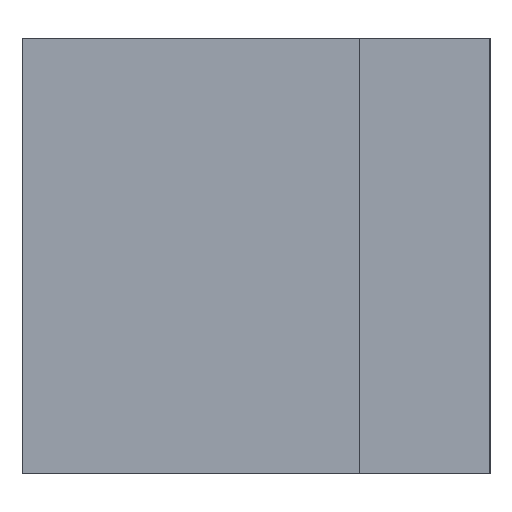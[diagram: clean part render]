
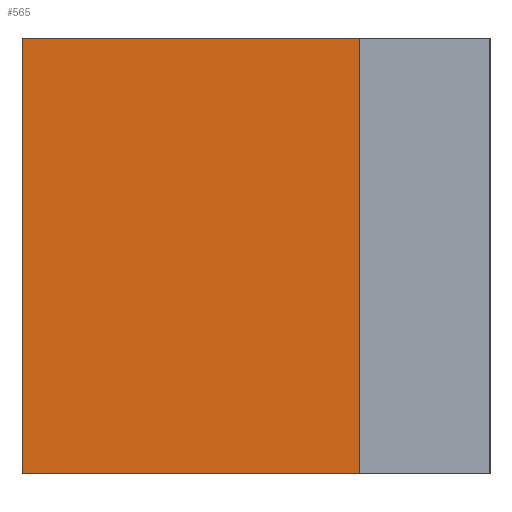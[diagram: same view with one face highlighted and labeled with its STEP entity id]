
A CAD part, left-side view. The second image highlights one B-rep face of the part: STEP entity #565.
In plain terms, the highlighted planar face has unit normal (-1, 0, 0).
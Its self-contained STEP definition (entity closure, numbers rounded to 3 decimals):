
#21 = DIRECTION ( 'NONE',  ( 0., 0., -1. ) ) ;
#45 = EDGE_LOOP ( 'NONE', ( #456, #218, #247, #606 ) ) ;
#71 = LINE ( 'NONE', #585, #236 ) ;
#109 = DIRECTION ( 'NONE',  ( 0., -1., 0. ) ) ;
#205 = EDGE_CURVE ( 'NONE', #627, #303, #71, .T. ) ;
#207 = LINE ( 'NONE', #557, #516 ) ;
#218 = ORIENTED_EDGE ( 'NONE', *, *, #313, .F. ) ;
#236 = VECTOR ( 'NONE', #21, 1000. ) ;
#239 = VERTEX_POINT ( 'NONE', #483 ) ;
#247 = ORIENTED_EDGE ( 'NONE', *, *, #278, .F. ) ;
#278 = EDGE_CURVE ( 'NONE', #627, #239, #357, .T. ) ;
#303 = VERTEX_POINT ( 'NONE', #433 ) ;
#311 = FACE_OUTER_BOUND ( 'NONE', #45, .T. ) ;
#313 = EDGE_CURVE ( 'NONE', #239, #526, #590, .T. ) ;
#314 = CARTESIAN_POINT ( 'NONE',  ( -14., 3., -5. ) ) ;
#315 = CARTESIAN_POINT ( 'NONE',  ( -14., 3., 5. ) ) ;
#357 = LINE ( 'NONE', #315, #611 ) ;
#432 = AXIS2_PLACEMENT_3D ( 'NONE', #502, #513, #604 ) ;
#433 = CARTESIAN_POINT ( 'NONE',  ( -14., 10.75, -5. ) ) ;
#456 = ORIENTED_EDGE ( 'NONE', *, *, #587, .T. ) ;
#461 = DIRECTION ( 'NONE',  ( 0., -1., 0. ) ) ;
#483 = CARTESIAN_POINT ( 'NONE',  ( -14., 3., 5. ) ) ;
#491 = VECTOR ( 'NONE', #551, 1000. ) ;
#502 = CARTESIAN_POINT ( 'NONE',  ( -14., 3., 5. ) ) ;
#513 = DIRECTION ( 'NONE',  ( 1., 0., 0. ) ) ;
#516 = VECTOR ( 'NONE', #109, 1000. ) ;
#526 = VERTEX_POINT ( 'NONE', #314 ) ;
#551 = DIRECTION ( 'NONE',  ( 0., 0., -1. ) ) ;
#553 = PLANE ( 'NONE',  #432 ) ;
#557 = CARTESIAN_POINT ( 'NONE',  ( -14., 3., -5. ) ) ;
#565 = ADVANCED_FACE ( 'NONE', ( #311 ), #553, .F. ) ;
#585 = CARTESIAN_POINT ( 'NONE',  ( -14., 10.75, 5. ) ) ;
#587 = EDGE_CURVE ( 'NONE', #303, #526, #207, .T. ) ;
#590 = LINE ( 'NONE', #595, #491 ) ;
#595 = CARTESIAN_POINT ( 'NONE',  ( -14., 3., 5. ) ) ;
#604 = DIRECTION ( 'NONE',  ( 0., 1., 0. ) ) ;
#606 = ORIENTED_EDGE ( 'NONE', *, *, #205, .T. ) ;
#610 = CARTESIAN_POINT ( 'NONE',  ( -14., 10.75, 5. ) ) ;
#611 = VECTOR ( 'NONE', #461, 1000. ) ;
#627 = VERTEX_POINT ( 'NONE', #610 ) ;
